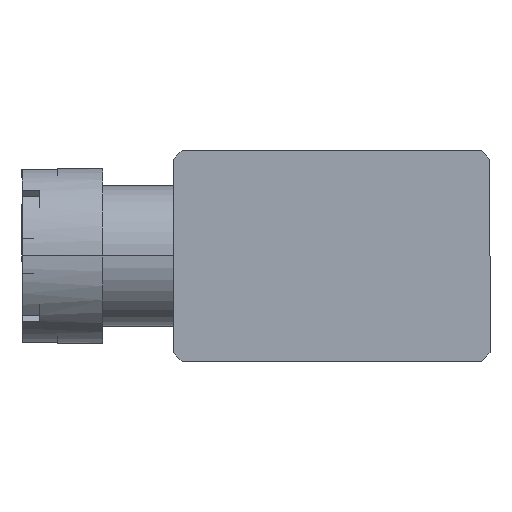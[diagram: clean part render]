
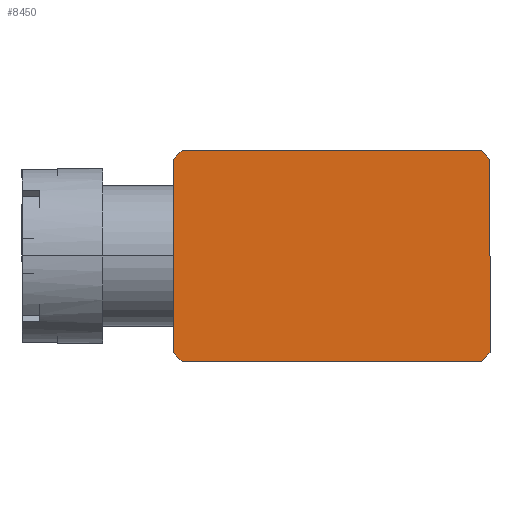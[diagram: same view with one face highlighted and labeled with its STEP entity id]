
A CAD part, left-side view. The second image highlights one B-rep face of the part: STEP entity #8450.
In plain terms, the highlighted face is planar.
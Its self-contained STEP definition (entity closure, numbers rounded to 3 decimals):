
#105 = LINE ( 'NONE', #4487, #4899 ) ;
#301 = CARTESIAN_POINT ( 'NONE',  ( -3., 4.5, 64.5 ) ) ;
#349 = ORIENTED_EDGE ( 'NONE', *, *, #1855, .T. ) ;
#357 = DIRECTION ( 'NONE',  ( -1., 0., 0. ) ) ;
#363 = CARTESIAN_POINT ( 'NONE',  ( 3., 4.25, 64.5 ) ) ;
#453 = LINE ( 'NONE', #3711, #4031 ) ;
#562 = VECTOR ( 'NONE', #3291, 1000. ) ;
#574 = ORIENTED_EDGE ( 'NONE', *, *, #2872, .T. ) ;
#915 = DIRECTION ( 'NONE',  ( 0., -1., 0. ) ) ;
#997 = CARTESIAN_POINT ( 'NONE',  ( -3., 4.5, 64.5 ) ) ;
#1257 = LINE ( 'NONE', #3484, #8297 ) ;
#1384 = VERTEX_POINT ( 'NONE', #2235 ) ;
#1855 = EDGE_CURVE ( 'NONE', #4643, #2852, #2930, .T. ) ;
#2043 = EDGE_LOOP ( 'NONE', ( #349, #2318, #5967, #7708, #574, #2548, #4362, #6156 ) ) ;
#2235 = CARTESIAN_POINT ( 'NONE',  ( -2.75, 4.5, 64.5 ) ) ;
#2241 = CARTESIAN_POINT ( 'NONE',  ( -2.75, -4.5, 64.5 ) ) ;
#2301 = CARTESIAN_POINT ( 'NONE',  ( 2.75, -4.5, 64.5 ) ) ;
#2318 = ORIENTED_EDGE ( 'NONE', *, *, #3373, .T. ) ;
#2399 = VERTEX_POINT ( 'NONE', #2241 ) ;
#2468 = FACE_OUTER_BOUND ( 'NONE', #2043, .T. ) ;
#2548 = ORIENTED_EDGE ( 'NONE', *, *, #3507, .T. ) ;
#2852 = VERTEX_POINT ( 'NONE', #7297 ) ;
#2872 = EDGE_CURVE ( 'NONE', #8575, #4223, #4670, .T. ) ;
#2930 = LINE ( 'NONE', #997, #4783 ) ;
#3139 = EDGE_CURVE ( 'NONE', #2399, #8829, #105, .T. ) ;
#3291 = DIRECTION ( 'NONE',  ( -0.707, -0.707, 0. ) ) ;
#3300 = CARTESIAN_POINT ( 'NONE',  ( -7.375, -0.125, 64.5 ) ) ;
#3360 = VERTEX_POINT ( 'NONE', #3979 ) ;
#3373 = EDGE_CURVE ( 'NONE', #2852, #2399, #6050, .T. ) ;
#3430 = EDGE_CURVE ( 'NONE', #8829, #8575, #453, .T. ) ;
#3484 = CARTESIAN_POINT ( 'NONE',  ( 4.375, 2.875, 64.5 ) ) ;
#3495 = DIRECTION ( 'NONE',  ( -0.707, 0.707, 0. ) ) ;
#3507 = EDGE_CURVE ( 'NONE', #4223, #3360, #1257, .T. ) ;
#3542 = EDGE_CURVE ( 'NONE', #1384, #4643, #4559, .T. ) ;
#3711 = CARTESIAN_POINT ( 'NONE',  ( -0.125, -7.375, 64.5 ) ) ;
#3730 = DIRECTION ( 'NONE',  ( 0.707, 0.707, 0. ) ) ;
#3768 = AXIS2_PLACEMENT_3D ( 'NONE', #4952, #4851, #4839 ) ;
#3867 = CARTESIAN_POINT ( 'NONE',  ( 3., -4.25, 64.5 ) ) ;
#3876 = DIRECTION ( 'NONE',  ( 0.707, -0.707, 0. ) ) ;
#3886 = CARTESIAN_POINT ( 'NONE',  ( -2.875, -4.375, 64.5 ) ) ;
#3979 = CARTESIAN_POINT ( 'NONE',  ( 2.75, 4.5, 64.5 ) ) ;
#4031 = VECTOR ( 'NONE', #3730, 1000. ) ;
#4223 = VERTEX_POINT ( 'NONE', #363 ) ;
#4229 = VECTOR ( 'NONE', #6536, 1000. ) ;
#4241 = VECTOR ( 'NONE', #3876, 1000. ) ;
#4362 = ORIENTED_EDGE ( 'NONE', *, *, #7635, .T. ) ;
#4487 = CARTESIAN_POINT ( 'NONE',  ( -3., -4.5, 64.5 ) ) ;
#4559 = LINE ( 'NONE', #3300, #562 ) ;
#4563 = DIRECTION ( 'NONE',  ( 1., 0., 0. ) ) ;
#4643 = VERTEX_POINT ( 'NONE', #6213 ) ;
#4670 = LINE ( 'NONE', #6572, #4229 ) ;
#4783 = VECTOR ( 'NONE', #915, 1000. ) ;
#4839 = DIRECTION ( 'NONE',  ( 1., 0., 0. ) ) ;
#4851 = DIRECTION ( 'NONE',  ( 0., 0., 1. ) ) ;
#4858 = PLANE ( 'NONE',  #3768 ) ;
#4899 = VECTOR ( 'NONE', #4563, 1000. ) ;
#4952 = CARTESIAN_POINT ( 'NONE',  ( -3., -4.5, 64.5 ) ) ;
#5967 = ORIENTED_EDGE ( 'NONE', *, *, #3139, .T. ) ;
#6050 = LINE ( 'NONE', #3886, #4241 ) ;
#6156 = ORIENTED_EDGE ( 'NONE', *, *, #3542, .T. ) ;
#6213 = CARTESIAN_POINT ( 'NONE',  ( -3., 4.25, 64.5 ) ) ;
#6536 = DIRECTION ( 'NONE',  ( 0., 1., 0. ) ) ;
#6572 = CARTESIAN_POINT ( 'NONE',  ( 3., 4.5, 64.5 ) ) ;
#7113 = LINE ( 'NONE', #301, #7182 ) ;
#7182 = VECTOR ( 'NONE', #357, 1000. ) ;
#7297 = CARTESIAN_POINT ( 'NONE',  ( -3., -4.25, 64.5 ) ) ;
#7635 = EDGE_CURVE ( 'NONE', #3360, #1384, #7113, .T. ) ;
#7708 = ORIENTED_EDGE ( 'NONE', *, *, #3430, .T. ) ;
#8297 = VECTOR ( 'NONE', #3495, 1000. ) ;
#8450 = ADVANCED_FACE ( 'NONE', ( #2468 ), #4858, .T. ) ;
#8575 = VERTEX_POINT ( 'NONE', #3867 ) ;
#8829 = VERTEX_POINT ( 'NONE', #2301 ) ;
